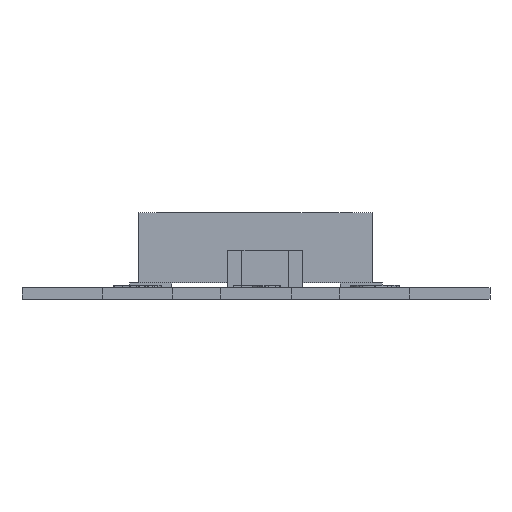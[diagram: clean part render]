
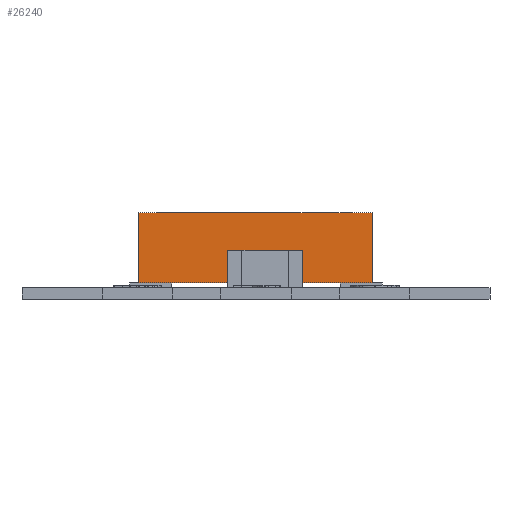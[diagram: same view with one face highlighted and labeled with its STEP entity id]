
A CAD part, front view. The second image highlights one B-rep face of the part: STEP entity #26240.
In plain terms, the highlighted planar face has unit normal (0, -1, 0).
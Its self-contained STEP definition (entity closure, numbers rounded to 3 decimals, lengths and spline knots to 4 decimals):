
#2513=FACE_OUTER_BOUND('',#4073,.T.);
#4073=EDGE_LOOP('',(#17516,#17517,#17518,#17519));
#5687=LINE('',#34120,#8288);
#5688=LINE('',#34123,#8289);
#5689=LINE('',#34125,#8290);
#5690=LINE('',#34126,#8291);
#8288=VECTOR('',#29374,10.);
#8289=VECTOR('',#29377,10.);
#8290=VECTOR('',#29378,10.);
#8291=VECTOR('',#29379,10.);
#10876=VERTEX_POINT('',#34116);
#10877=VERTEX_POINT('',#34118);
#10878=VERTEX_POINT('',#34122);
#10879=VERTEX_POINT('',#34124);
#13525=EDGE_CURVE('',#10876,#10877,#5687,.T.);
#13526=EDGE_CURVE('',#10878,#10876,#5688,.T.);
#13527=EDGE_CURVE('',#10879,#10877,#5689,.T.);
#13528=EDGE_CURVE('',#10878,#10879,#5690,.T.);
#17516=ORIENTED_EDGE('',*,*,#13526,.T.);
#17517=ORIENTED_EDGE('',*,*,#13525,.T.);
#17518=ORIENTED_EDGE('',*,*,#13527,.F.);
#17519=ORIENTED_EDGE('',*,*,#13528,.F.);
#25354=PLANE('',#28234);
#26240=ADVANCED_FACE('',(#2513),#25354,.T.);
#28234=AXIS2_PLACEMENT_3D('',#34121,#29375,#29376);
#29374=DIRECTION('',(0.,0.,1.));
#29375=DIRECTION('center_axis',(0.,-1.,0.));
#29376=DIRECTION('ref_axis',(1.,0.,0.));
#29377=DIRECTION('',(1.,0.,0.));
#29378=DIRECTION('',(1.,0.,0.));
#29379=DIRECTION('',(0.,0.,1.));
#34116=CARTESIAN_POINT('',(5.,0.,0.));
#34118=CARTESIAN_POINT('',(5.,0.,1.5));
#34120=CARTESIAN_POINT('',(5.,0.,0.));
#34121=CARTESIAN_POINT('Origin',(0.,0.,0.));
#34122=CARTESIAN_POINT('',(0.,0.,0.));
#34123=CARTESIAN_POINT('',(0.,0.,0.));
#34124=CARTESIAN_POINT('',(0.,0.,1.5));
#34125=CARTESIAN_POINT('',(0.,0.,1.5));
#34126=CARTESIAN_POINT('',(0.,0.,0.));
